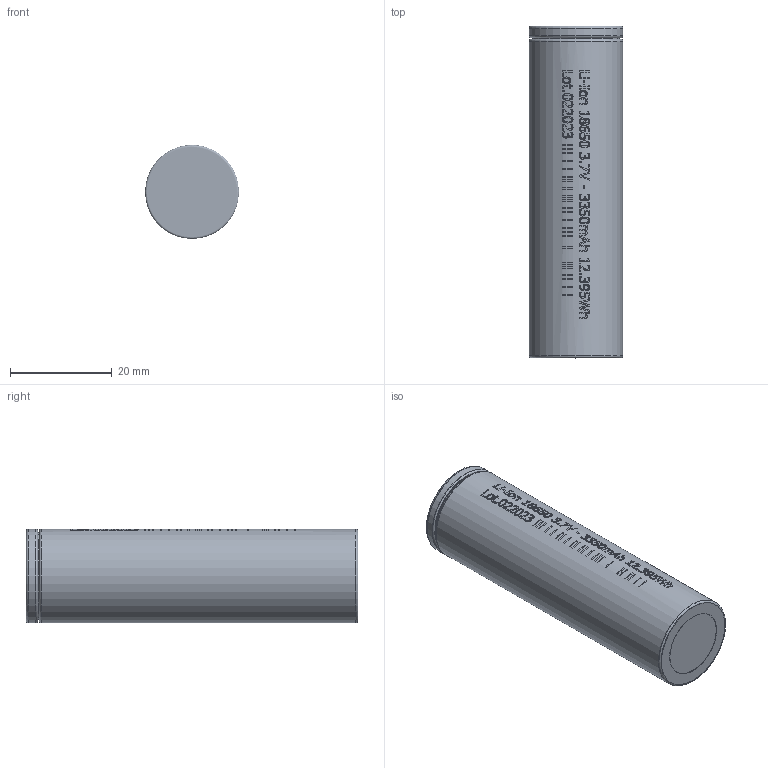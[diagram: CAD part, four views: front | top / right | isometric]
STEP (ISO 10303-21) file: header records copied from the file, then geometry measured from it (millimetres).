
FILE_DESCRIPTION(/* description */ (''),/* implementation_level */ '2;1');
FILE_NAME(/* name */ 'Li-Ion_18650_cell.stp',/* time_stamp */ '2023-11-22T16:17:22+01:00',/* author */ ('Produzione'),/* organization */ (''),/* preprocessor_version */ 'ST-DEVELOPER v20',/* originating_system */ 'Autodesk Inventor 2024',/* authorisation */ '');
FILE_SCHEMA (('AUTOMOTIVE_DESIGN { 1 0 10303 214 3 1 1 }'));
Products named in the file (1): Li-Ion_18650_cell
Bounding box: 18.5 x 65.34 x 18.5 mm (x, y, z)
Surface area: 181111.5 mm2
Topology: 11 solids, 12 shells, 889 faces, 2338 edges, 1559 vertices
Faces by surface type: plane 394, bspline 339, cylinder 111, torus 39, cone 4, sphere 2
Full cylindrical faces by diameter (mm): 1.76 x1, 10.282 x1, 11 x1, 12.8 x1, 13 x1, 14 x1, 14.7 x1, 15 x1, 16.018 x1, 16.7 x1, 17 x2, 17.132 x1, 17.2 x1, 17.523 x1, 17.7 x1, 17.898 x1, 18 x2, 18.3 x4, 18.5 x2
Entity records: 42840 total; most frequent: CARTESIAN_POINT 22467, ORIENTED_EDGE 4676, DIRECTION 3295, EDGE_CURVE 2338, VERTEX_POINT 1559, AXIS2_PLACEMENT_3D 1114, LINE 1067, VECTOR 1067
